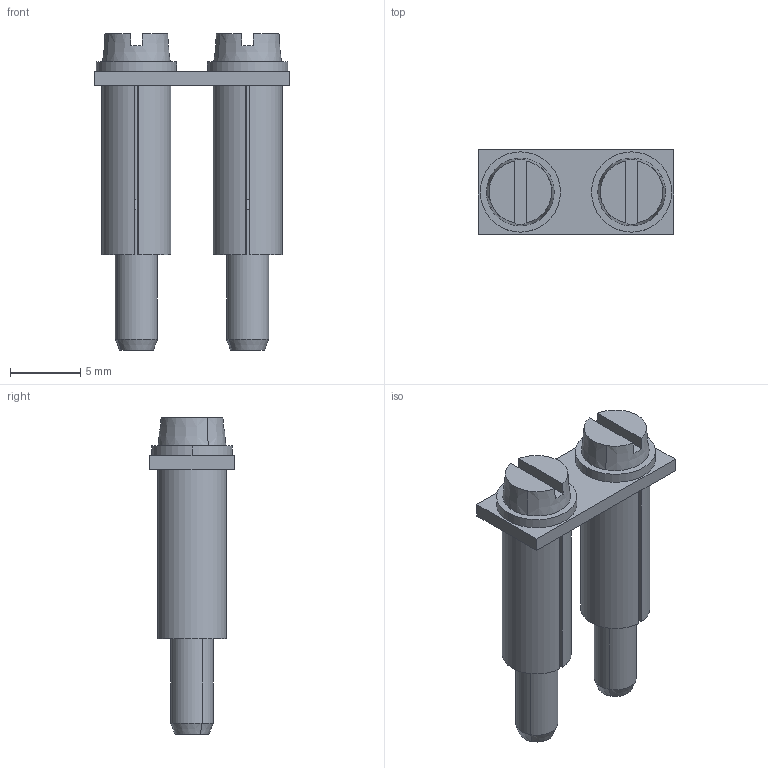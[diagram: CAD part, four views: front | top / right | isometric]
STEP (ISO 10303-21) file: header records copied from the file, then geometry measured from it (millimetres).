
FILE_DESCRIPTION(('CATIA V5 STEP Exchange','CAx-IF Rec.Pracs.--- Model Styling and Organization---1.4--- 2014-01-23'),'2;1');
FILE_NAME ('002009-4_1', '2021-12-06T09:58:43+00:00', ('none'), ('Weidmueller'), 'CATIA Version 5-6 Release 2016 SP3 HF44', 'CATIA V5 STEP AP214', 'none');
FILE_SCHEMA(('AUTOMOTIVE_DESIGN { 1 0 10303 214 1 1 1 1 }'));
Length unit declared in the file: millimetre
Products named in the file (1): 0456700000
Bounding box: 13.9 x 6 x 22.5 mm (x, y, z)
Volume: 647.7 mm3; surface area: 1487 mm2
Topology: 7 solids, 7 shells, 81 faces, 175 edges, 110 vertices
Faces by surface type: plane 40, cylinder 29, cone 12
Entity records: 2054 total; most frequent: CARTESIAN_POINT 368, ORIENTED_EDGE 350, DIRECTION 283, EDGE_CURVE 175, AXIS2_PLACEMENT_3D 137, VERTEX_POINT 110, EDGE_LOOP 91, VECTOR 89
